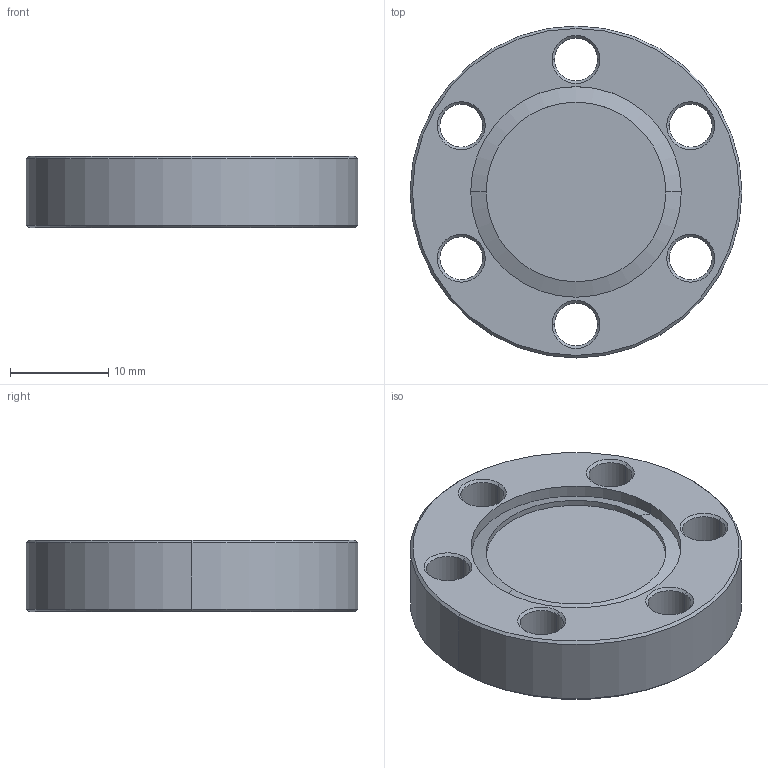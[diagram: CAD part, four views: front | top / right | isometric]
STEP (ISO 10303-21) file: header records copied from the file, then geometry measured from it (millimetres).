
FILE_DESCRIPTION (( 'STEP AP203' ), '1' );
FILE_NAME ('1112010 REV 1.STEP', '2017-03-03T18:33:36', ( '' ), ( '' ), 'SwSTEP 2.0', 'SolidWorks 2016', '' );
FILE_SCHEMA (( 'CONFIG_CONTROL_DESIGN' ));
Length unit declared in the file: millimetre
Products named in the file (1): 1112010 REV 1
Bounding box: 33.78 x 33.78 x 7.24 mm (x, y, z)
Volume: 5397.6 mm3; surface area: 3046.3 mm2
Topology: 1 solids, 1 shells, 51 faces, 116 edges, 68 vertices
Faces by surface type: cone 30, cylinder 18, plane 3
Entity records: 1535 total; most frequent: DIRECTION 288, CARTESIAN_POINT 236, ORIENTED_EDGE 232, AXIS2_PLACEMENT_3D 120, EDGE_CURVE 116, CIRCLE 68, VERTEX_POINT 68, EDGE_LOOP 64
